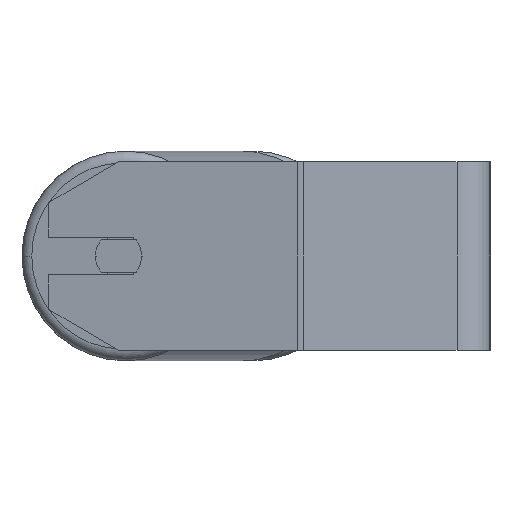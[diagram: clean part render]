
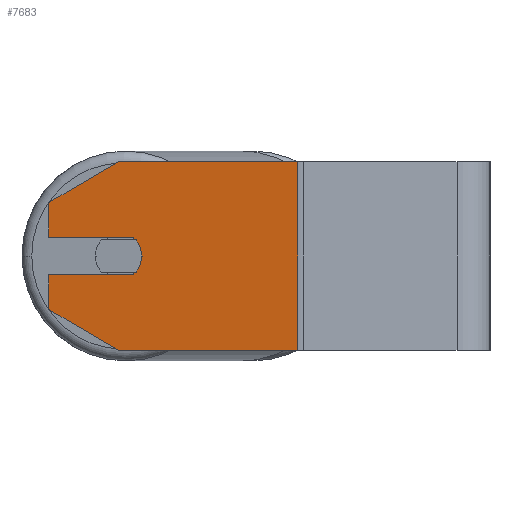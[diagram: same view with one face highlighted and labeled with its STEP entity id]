
A CAD part, left-side view. The second image highlights one B-rep face of the part: STEP entity #7683.
In plain terms, the highlighted planar face has unit normal (-0.985, 0.174, 0).
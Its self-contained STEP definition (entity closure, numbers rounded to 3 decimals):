
#56 = DIRECTION ( 'NONE',  ( -0.15, -0.853, -0.5 ) ) ;
#155 = EDGE_CURVE ( 'NONE', #2776, #2182, #1953, .T. ) ;
#211 = CARTESIAN_POINT ( 'NONE',  ( -489.787, 81.644, 40. ) ) ;
#221 = VECTOR ( 'NONE', #5101, 1000. ) ;
#275 = EDGE_CURVE ( 'NONE', #5283, #4082, #2083, .T. ) ;
#285 = CARTESIAN_POINT ( 'NONE',  ( -476.394, 157.602, 40. ) ) ;
#429 = CARTESIAN_POINT ( 'NONE',  ( -476.394, 157.602, 0. ) ) ;
#453 = ORIENTED_EDGE ( 'NONE', *, *, #4799, .F. ) ;
#462 = ORIENTED_EDGE ( 'NONE', *, *, #1090, .T. ) ;
#537 = CARTESIAN_POINT ( 'NONE',  ( -471.184, 187.146, 22.679 ) ) ;
#1064 = VECTOR ( 'NONE', #5605, 1000. ) ;
#1090 = EDGE_CURVE ( 'NONE', #2182, #7220, #7687, .T. ) ;
#1151 = DIRECTION ( 'NONE',  ( -0.174, -0.985, 0. ) ) ;
#1196 = LINE ( 'NONE', #8670, #8519 ) ;
#1374 = EDGE_LOOP ( 'NONE', ( #6735, #6646, #2200, #3448, #7295, #4830, #453, #7168, #462, #7558, #6306 ) ) ;
#1581 = CARTESIAN_POINT ( 'NONE',  ( -478.13, 147.754, 0. ) ) ;
#1583 = CARTESIAN_POINT ( 'NONE',  ( -471.184, 187.146, 8. ) ) ;
#1611 = CIRCLE ( 'NONE', #8396, 10. ) ;
#1639 = DIRECTION ( 'NONE',  ( -0.985, 0.174, 0. ) ) ;
#1719 = EDGE_CURVE ( 'NONE', #8101, #5808, #7432, .T. ) ;
#1804 = CARTESIAN_POINT ( 'NONE',  ( -489.787, 81.644, -40. ) ) ;
#1911 = AXIS2_PLACEMENT_3D ( 'NONE', #5629, #3065, #5012 ) ;
#1953 = LINE ( 'NONE', #537, #8340 ) ;
#2083 = LINE ( 'NONE', #3592, #4514 ) ;
#2182 = VERTEX_POINT ( 'NONE', #4537 ) ;
#2200 = ORIENTED_EDGE ( 'NONE', *, *, #1719, .T. ) ;
#2286 = CARTESIAN_POINT ( 'NONE',  ( -477.436, 151.693, -8. ) ) ;
#2370 = VERTEX_POINT ( 'NONE', #1581 ) ;
#2385 = DIRECTION ( 'NONE',  ( -0.174, -0.985, 0. ) ) ;
#2730 = CARTESIAN_POINT ( 'NONE',  ( -477.436, 151.693, -8. ) ) ;
#2776 = VERTEX_POINT ( 'NONE', #285 ) ;
#2839 = LINE ( 'NONE', #7444, #6570 ) ;
#2991 = DIRECTION ( 'NONE',  ( -0.174, -0.985, 0. ) ) ;
#3065 = DIRECTION ( 'NONE',  ( 0.985, -0.174, 0. ) ) ;
#3448 = ORIENTED_EDGE ( 'NONE', *, *, #7530, .T. ) ;
#3547 = FACE_OUTER_BOUND ( 'NONE', #1374, .T. ) ;
#3592 = CARTESIAN_POINT ( 'NONE',  ( -471.184, 187.146, -40. ) ) ;
#3838 = CARTESIAN_POINT ( 'NONE',  ( -489.787, 81.644, 40. ) ) ;
#3958 = VECTOR ( 'NONE', #7014, 1000. ) ;
#4004 = CARTESIAN_POINT ( 'NONE',  ( -477.436, 151.693, 8. ) ) ;
#4024 = CARTESIAN_POINT ( 'NONE',  ( -471.184, 187.146, 40. ) ) ;
#4082 = VERTEX_POINT ( 'NONE', #1804 ) ;
#4514 = VECTOR ( 'NONE', #5449, 1000. ) ;
#4537 = CARTESIAN_POINT ( 'NONE',  ( -471.184, 187.146, 22.679 ) ) ;
#4797 = EDGE_CURVE ( 'NONE', #2370, #8757, #5816, .T. ) ;
#4799 = EDGE_CURVE ( 'NONE', #2776, #7037, #1196, .T. ) ;
#4830 = ORIENTED_EDGE ( 'NONE', *, *, #7296, .F. ) ;
#4908 = CARTESIAN_POINT ( 'NONE',  ( -471.184, 187.146, -8. ) ) ;
#5012 = DIRECTION ( 'NONE',  ( 0.174, 0.985, 0. ) ) ;
#5101 = DIRECTION ( 'NONE',  ( 0.174, 0.985, 0. ) ) ;
#5145 = LINE ( 'NONE', #6551, #221 ) ;
#5216 = DIRECTION ( 'NONE',  ( 0., 0., -1. ) ) ;
#5265 = DIRECTION ( 'NONE',  ( -0.174, -0.985, 0. ) ) ;
#5283 = VERTEX_POINT ( 'NONE', #6575 ) ;
#5449 = DIRECTION ( 'NONE',  ( -0.174, -0.985, 0. ) ) ;
#5461 = EDGE_CURVE ( 'NONE', #8101, #8319, #7107, .T. ) ;
#5601 = CARTESIAN_POINT ( 'NONE',  ( -471.184, 187.146, 40. ) ) ;
#5605 = DIRECTION ( 'NONE',  ( 0., 0., -1. ) ) ;
#5629 = CARTESIAN_POINT ( 'NONE',  ( -471.184, 187.146, 40. ) ) ;
#5808 = VERTEX_POINT ( 'NONE', #6782 ) ;
#5816 = CIRCLE ( 'NONE', #6251, 10. ) ;
#5874 = CARTESIAN_POINT ( 'NONE',  ( -476.394, 157.602, 0. ) ) ;
#5921 = DIRECTION ( 'NONE',  ( 0.15, 0.853, -0.5 ) ) ;
#5964 = VECTOR ( 'NONE', #2991, 1000. ) ;
#6220 = EDGE_CURVE ( 'NONE', #8319, #2370, #1611, .T. ) ;
#6251 = AXIS2_PLACEMENT_3D ( 'NONE', #5874, #8008, #1151 ) ;
#6267 = LINE ( 'NONE', #211, #1064 ) ;
#6306 = ORIENTED_EDGE ( 'NONE', *, *, #4797, .F. ) ;
#6551 = CARTESIAN_POINT ( 'NONE',  ( -477.436, 151.693, 8. ) ) ;
#6570 = VECTOR ( 'NONE', #56, 1000. ) ;
#6575 = CARTESIAN_POINT ( 'NONE',  ( -476.394, 157.602, -40. ) ) ;
#6645 = VECTOR ( 'NONE', #5216, 1000. ) ;
#6646 = ORIENTED_EDGE ( 'NONE', *, *, #5461, .F. ) ;
#6735 = ORIENTED_EDGE ( 'NONE', *, *, #6220, .F. ) ;
#6782 = CARTESIAN_POINT ( 'NONE',  ( -471.184, 187.146, -22.679 ) ) ;
#7014 = DIRECTION ( 'NONE',  ( 0., 0., -1. ) ) ;
#7037 = VERTEX_POINT ( 'NONE', #3838 ) ;
#7107 = LINE ( 'NONE', #2286, #5964 ) ;
#7168 = ORIENTED_EDGE ( 'NONE', *, *, #155, .T. ) ;
#7220 = VERTEX_POINT ( 'NONE', #1583 ) ;
#7295 = ORIENTED_EDGE ( 'NONE', *, *, #275, .T. ) ;
#7296 = EDGE_CURVE ( 'NONE', #7037, #4082, #6267, .T. ) ;
#7432 = LINE ( 'NONE', #4024, #6645 ) ;
#7444 = CARTESIAN_POINT ( 'NONE',  ( -476.394, 157.602, -40. ) ) ;
#7530 = EDGE_CURVE ( 'NONE', #5808, #5283, #2839, .T. ) ;
#7558 = ORIENTED_EDGE ( 'NONE', *, *, #7759, .F. ) ;
#7683 = ADVANCED_FACE ( 'NONE', ( #3547 ), #8466, .F. ) ;
#7687 = LINE ( 'NONE', #5601, #3958 ) ;
#7759 = EDGE_CURVE ( 'NONE', #8757, #7220, #5145, .T. ) ;
#8008 = DIRECTION ( 'NONE',  ( -0.985, 0.174, 0. ) ) ;
#8101 = VERTEX_POINT ( 'NONE', #4908 ) ;
#8319 = VERTEX_POINT ( 'NONE', #2730 ) ;
#8340 = VECTOR ( 'NONE', #5921, 1000. ) ;
#8396 = AXIS2_PLACEMENT_3D ( 'NONE', #429, #1639, #2385 ) ;
#8466 = PLANE ( 'NONE',  #1911 ) ;
#8519 = VECTOR ( 'NONE', #5265, 1000. ) ;
#8670 = CARTESIAN_POINT ( 'NONE',  ( -471.184, 187.146, 40. ) ) ;
#8757 = VERTEX_POINT ( 'NONE', #4004 ) ;
